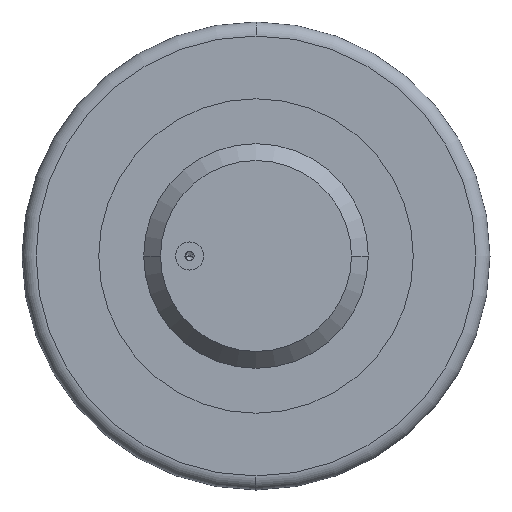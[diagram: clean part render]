
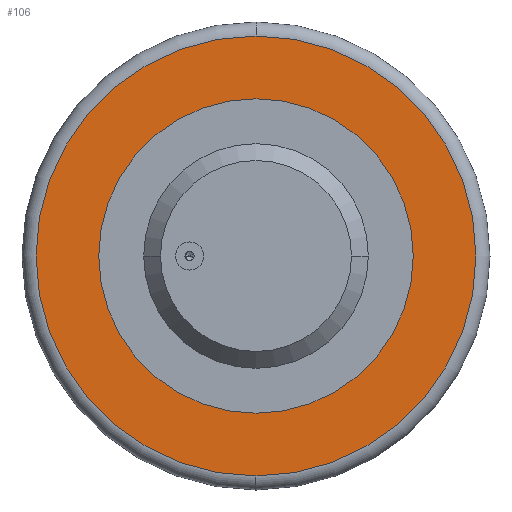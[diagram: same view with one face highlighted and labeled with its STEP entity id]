
A CAD part, left-side view. The second image highlights one B-rep face of the part: STEP entity #106.
In plain terms, the highlighted planar face has unit normal (-1, 0, 0).
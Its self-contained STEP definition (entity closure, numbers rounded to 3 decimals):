
#106=ADVANCED_FACE('',(#182,#183),#184,.T.);
#182=FACE_OUTER_BOUND('',#272,.T.);
#183=FACE_BOUND('',#273,.T.);
#184=PLANE('',#274);
#272=EDGE_LOOP('',(#534,#535,#536));
#273=EDGE_LOOP('',(#537,#538));
#274=AXIS2_PLACEMENT_3D('',#539,#540,#541);
#534=ORIENTED_EDGE('',*,*,#635,.T.);
#535=ORIENTED_EDGE('',*,*,#708,.T.);
#536=ORIENTED_EDGE('',*,*,#636,.T.);
#537=ORIENTED_EDGE('',*,*,#623,.T.);
#538=ORIENTED_EDGE('',*,*,#709,.T.);
#539=CARTESIAN_POINT('',(10.0,58.75,0.));
#540=DIRECTION('',(-1.0,0.,0.));
#541=DIRECTION('',(0.,1.0,0.));
#623=EDGE_CURVE('',#719,#723,#725,.T.);
#635=EDGE_CURVE('',#748,#746,#749,.T.);
#636=EDGE_CURVE('',#740,#748,#750,.T.);
#708=EDGE_CURVE('',#746,#740,#870,.T.);
#709=EDGE_CURVE('',#723,#719,#871,.T.);
#719=VERTEX_POINT('',#881);
#723=VERTEX_POINT('',#886);
#725=CIRCLE('',#889,84.0);
#740=VERTEX_POINT('',#908);
#746=VERTEX_POINT('',#914);
#748=VERTEX_POINT('',#916);
#749=CIRCLE('',#917,117.5);
#750=CIRCLE('',#918,117.5);
#870=CIRCLE('',#1371,117.5);
#871=CIRCLE('',#1372,84.0);
#881=CARTESIAN_POINT('',(10.0,0.0,-84.0));
#886=CARTESIAN_POINT('',(10.0,0.,84.0));
#889=AXIS2_PLACEMENT_3D('',#1386,#1387,#1388);
#908=CARTESIAN_POINT('',(10.,0.,117.5));
#914=CARTESIAN_POINT('',(10.0,0.,-117.5));
#916=CARTESIAN_POINT('',(10.,117.5,0.));
#917=AXIS2_PLACEMENT_3D('',#1414,#1415,#1416);
#918=AXIS2_PLACEMENT_3D('',#1417,#1418,#1419);
#1371=AXIS2_PLACEMENT_3D('',#1543,#1544,#1545);
#1372=AXIS2_PLACEMENT_3D('',#1546,#1547,#1548);
#1386=CARTESIAN_POINT('',(10.0,0.0,0.0));
#1387=DIRECTION('',(1.0,0.0,0.0));
#1388=DIRECTION('',(0.0,0.0,-1.0));
#1414=CARTESIAN_POINT('',(10.,0.0,0.));
#1415=DIRECTION('',(-1.0,0.0,0.));
#1416=DIRECTION('',(0.0,1.0,0.0));
#1417=CARTESIAN_POINT('',(10.,0.0,0.));
#1418=DIRECTION('',(-1.0,0.0,0.));
#1419=DIRECTION('',(0.0,1.0,0.0));
#1543=CARTESIAN_POINT('',(10.,0.0,0.));
#1544=DIRECTION('',(-1.0,0.0,0.));
#1545=DIRECTION('',(0.0,1.0,0.0));
#1546=CARTESIAN_POINT('',(10.0,0.0,0.0));
#1547=DIRECTION('',(1.0,0.0,0.0));
#1548=DIRECTION('',(0.0,0.0,-1.0));
